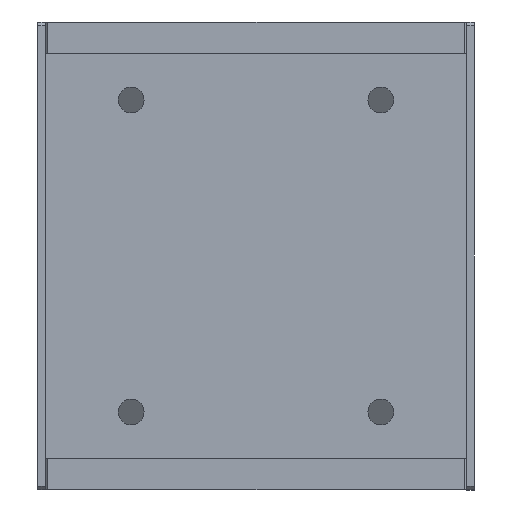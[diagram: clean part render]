
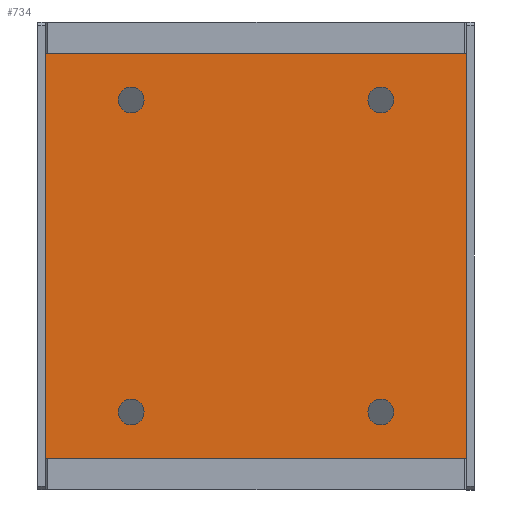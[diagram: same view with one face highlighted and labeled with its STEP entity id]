
A CAD part, left-side view. The second image highlights one B-rep face of the part: STEP entity #734.
In plain terms, the highlighted planar face has unit normal (-1, 0, 0).
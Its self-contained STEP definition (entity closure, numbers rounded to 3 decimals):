
#5 = DIRECTION ( 'NONE',  ( 0., 0., 1. ) ) ;
#70 = CARTESIAN_POINT ( 'NONE',  ( -47., -54., -26. ) ) ;
#80 = FACE_BOUND ( 'NONE', #2516, .T. ) ;
#92 = DIRECTION ( 'NONE',  ( -1., 0., 0. ) ) ;
#117 = FACE_BOUND ( 'NONE', #2716, .T. ) ;
#137 = PLANE ( 'NONE',  #3310 ) ;
#301 = FACE_OUTER_BOUND ( 'NONE', #2825, .T. ) ;
#333 = FACE_BOUND ( 'NONE', #2863, .T. ) ;
#521 = FACE_BOUND ( 'NONE', #2699, .T. ) ;
#535 = EDGE_CURVE ( 'NONE', #2672, #2713, #948, .T. ) ;
#540 = EDGE_CURVE ( 'NONE', #1903, #1903, #3289, .T. ) ;
#545 = EDGE_CURVE ( 'NONE', #2713, #2725, #1028, .T. ) ;
#641 = EDGE_CURVE ( 'NONE', #2869, #2672, #1394, .T. ) ;
#652 = EDGE_CURVE ( 'NONE', #1913, #1913, #3228, .T. ) ;
#656 = EDGE_CURVE ( 'NONE', #1571, #1571, #3051, .T. ) ;
#734 = ADVANCED_FACE ( 'NONE', ( #80, #521, #117, #333, #301 ), #137, .T. ) ;
#818 = EDGE_CURVE ( 'NONE', #2725, #2869, #1801, .T. ) ;
#907 = EDGE_CURVE ( 'NONE', #2193, #2193, #3479, .T. ) ;
#948 = LINE ( 'NONE', #1161, #3163 ) ;
#981 = DIRECTION ( 'NONE',  ( 0., 0., 1. ) ) ;
#1015 = CARTESIAN_POINT ( 'NONE',  ( -47., -43., 20. ) ) ;
#1028 = LINE ( 'NONE', #1154, #3189 ) ;
#1106 = DIRECTION ( 'NONE',  ( 0., 0., -1. ) ) ;
#1154 = CARTESIAN_POINT ( 'NONE',  ( -47., 0., -26. ) ) ;
#1158 = DIRECTION ( 'NONE',  ( 0., 1., 0. ) ) ;
#1161 = CARTESIAN_POINT ( 'NONE',  ( -47., 0., 26. ) ) ;
#1199 = CARTESIAN_POINT ( 'NONE',  ( -47., -11., 20. ) ) ;
#1222 = DIRECTION ( 'NONE',  ( 0., 0., 1. ) ) ;
#1255 = DIRECTION ( 'NONE',  ( -1., 0., 0. ) ) ;
#1304 = DIRECTION ( 'NONE',  ( 0., 0., 1. ) ) ;
#1330 = DIRECTION ( 'NONE',  ( -1., 0., 0. ) ) ;
#1373 = CARTESIAN_POINT ( 'NONE',  ( -47., -54., -26. ) ) ;
#1386 = DIRECTION ( 'NONE',  ( 0., 0., 1. ) ) ;
#1394 = LINE ( 'NONE', #1373, #3231 ) ;
#1421 = CARTESIAN_POINT ( 'NONE',  ( -47., -43., -20. ) ) ;
#1429 = DIRECTION ( 'NONE',  ( -1., 0., 0. ) ) ;
#1461 = DIRECTION ( 'NONE',  ( -1., 0., 0. ) ) ;
#1571 = VERTEX_POINT ( 'NONE', #1883 ) ;
#1640 = DIRECTION ( 'NONE',  ( 0., -1., 0. ) ) ;
#1670 = CARTESIAN_POINT ( 'NONE',  ( -47., -54., 26. ) ) ;
#1722 = CARTESIAN_POINT ( 'NONE',  ( -47., -11., -18.35 ) ) ;
#1768 = CARTESIAN_POINT ( 'NONE',  ( -47., -54., -26. ) ) ;
#1776 = CARTESIAN_POINT ( 'NONE',  ( -47., 0., 26. ) ) ;
#1801 = LINE ( 'NONE', #2048, #3130 ) ;
#1878 = CARTESIAN_POINT ( 'NONE',  ( -47., 0., -26. ) ) ;
#1883 = CARTESIAN_POINT ( 'NONE',  ( -47., -43., 21.65 ) ) ;
#1903 = VERTEX_POINT ( 'NONE', #2200 ) ;
#1913 = VERTEX_POINT ( 'NONE', #1990 ) ;
#1990 = CARTESIAN_POINT ( 'NONE',  ( -47., -43., -18.35 ) ) ;
#2024 = DIRECTION ( 'NONE',  ( 0., 0., 1. ) ) ;
#2048 = CARTESIAN_POINT ( 'NONE',  ( -47., 0., -26. ) ) ;
#2121 = CARTESIAN_POINT ( 'NONE',  ( -47., -11., -20. ) ) ;
#2193 = VERTEX_POINT ( 'NONE', #1722 ) ;
#2200 = CARTESIAN_POINT ( 'NONE',  ( -47., -11., 21.65 ) ) ;
#2303 = ORIENTED_EDGE ( 'NONE', *, *, #641, .T. ) ;
#2316 = ORIENTED_EDGE ( 'NONE', *, *, #656, .F. ) ;
#2364 = ORIENTED_EDGE ( 'NONE', *, *, #907, .F. ) ;
#2432 = ORIENTED_EDGE ( 'NONE', *, *, #545, .T. ) ;
#2435 = ORIENTED_EDGE ( 'NONE', *, *, #540, .F. ) ;
#2460 = ORIENTED_EDGE ( 'NONE', *, *, #535, .T. ) ;
#2516 = EDGE_LOOP ( 'NONE', ( #2364 ) ) ;
#2553 = ORIENTED_EDGE ( 'NONE', *, *, #818, .T. ) ;
#2672 = VERTEX_POINT ( 'NONE', #1670 ) ;
#2699 = EDGE_LOOP ( 'NONE', ( #2746 ) ) ;
#2713 = VERTEX_POINT ( 'NONE', #1776 ) ;
#2716 = EDGE_LOOP ( 'NONE', ( #2316 ) ) ;
#2725 = VERTEX_POINT ( 'NONE', #1878 ) ;
#2746 = ORIENTED_EDGE ( 'NONE', *, *, #652, .F. ) ;
#2825 = EDGE_LOOP ( 'NONE', ( #2553, #2303, #2460, #2432 ) ) ;
#2863 = EDGE_LOOP ( 'NONE', ( #2435 ) ) ;
#2869 = VERTEX_POINT ( 'NONE', #1768 ) ;
#3051 = CIRCLE ( 'NONE', #3219, 1.65 ) ;
#3130 = VECTOR ( 'NONE', #1640, 1000. ) ;
#3163 = VECTOR ( 'NONE', #1158, 1000. ) ;
#3184 = AXIS2_PLACEMENT_3D ( 'NONE', #1199, #1330, #1386 ) ;
#3189 = VECTOR ( 'NONE', #1106, 1000. ) ;
#3216 = AXIS2_PLACEMENT_3D ( 'NONE', #1421, #1255, #1304 ) ;
#3219 = AXIS2_PLACEMENT_3D ( 'NONE', #1015, #1429, #981 ) ;
#3228 = CIRCLE ( 'NONE', #3216, 1.65 ) ;
#3231 = VECTOR ( 'NONE', #1222, 1000. ) ;
#3289 = CIRCLE ( 'NONE', #3184, 1.65 ) ;
#3310 = AXIS2_PLACEMENT_3D ( 'NONE', #70, #92, #5 ) ;
#3413 = AXIS2_PLACEMENT_3D ( 'NONE', #2121, #1461, #2024 ) ;
#3479 = CIRCLE ( 'NONE', #3413, 1.65 ) ;
